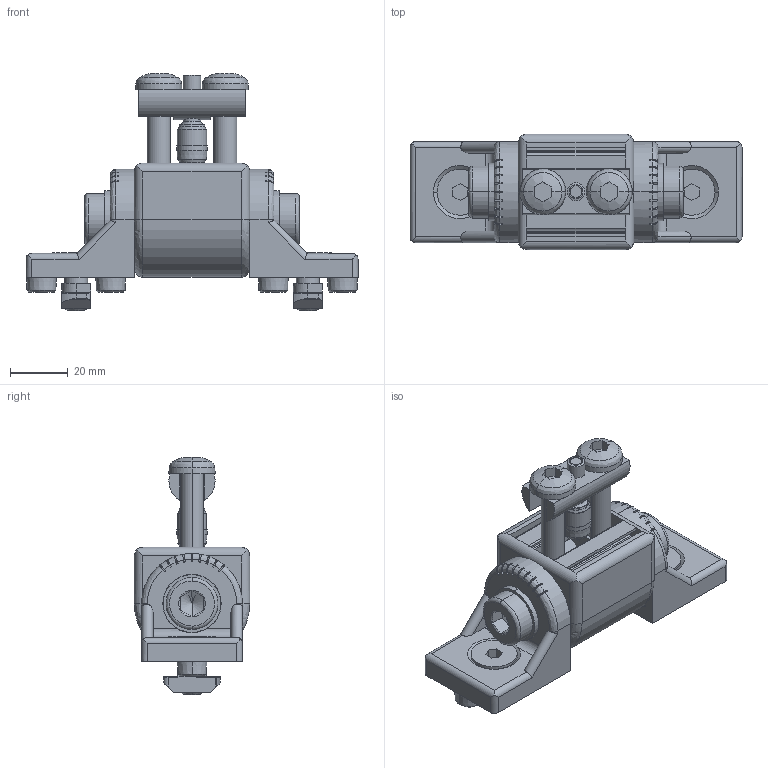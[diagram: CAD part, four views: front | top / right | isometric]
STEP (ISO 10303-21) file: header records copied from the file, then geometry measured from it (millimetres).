
FILE_DESCRIPTION (( 'STEP AP203' ), '1' );
FILE_NAME ('3_842_538_688_Bosch.step', '2024-06-10T06:39:00', ( '' ), ( '' ), 'SwSTEP 2.0', 'SolidWorks 2014', '' );
FILE_SCHEMA (( 'CONFIG_CONTROL_DESIGN' ));
Length unit declared in the file: millimetre
Products named in the file (22): 11_24; 8_26; 18_12; 4_39; 21_9; 17_12; 1_47; 7_34; 12_12; 20_9; 13_12; 3_39; 2_47; 19_9; 10_26; 3_842_538_688_Bosch; 6_36; 16_12; 14_12; 5_37; 15_12; 9_26
Assembly tree (21 placements, depth 2):
  3_842_538_688_Bosch
    1_47
    2_47
    3_39
    4_39
    5_37
    6_36
    7_34
    8_26
    9_26
    10_26
    11_24
    12_12
    13_12
    14_12
    15_12
    16_12
    17_12
    18_12
    19_9
    20_9
    21_9
Bounding box: 115 x 40 x 82.18 mm (x, y, z)
Volume: 94674.1 mm3; surface area: 50789.7 mm2
Topology: 21 solids, 21 shells, 1403 faces, 3714 edges, 2395 vertices
Faces by surface type: plane 733, cylinder 464, cone 170, bspline 36
Entity records: 46853 total; most frequent: CARTESIAN_POINT 11657, ORIENTED_EDGE 7420, DIRECTION 6495, EDGE_CURVE 3710, VERTEX_POINT 2395, AXIS2_PLACEMENT_3D 2375, VECTOR 1745, LINE 1745
